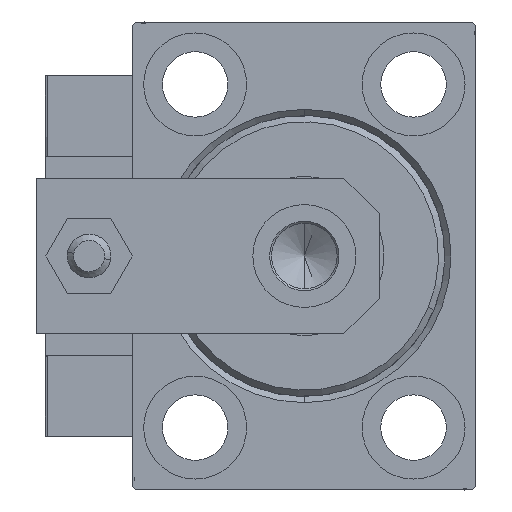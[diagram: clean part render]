
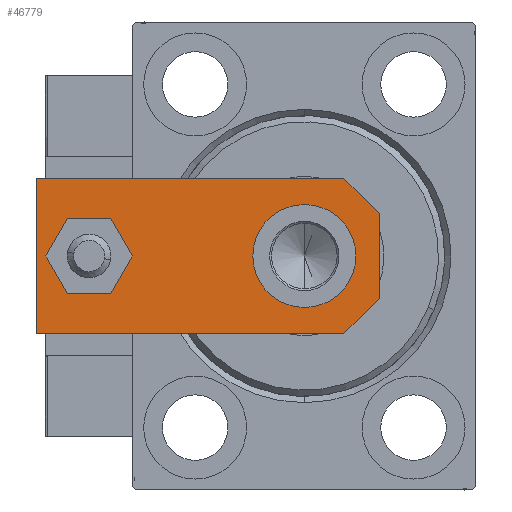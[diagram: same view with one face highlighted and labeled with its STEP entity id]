
A CAD part, left-side view. The second image highlights one B-rep face of the part: STEP entity #46779.
In plain terms, the highlighted face is planar.
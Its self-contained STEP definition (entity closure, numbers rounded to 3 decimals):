
#623 = ORIENTED_EDGE ( 'NONE', *, *, #34576, .F. ) ;
#1849 = CARTESIAN_POINT ( 'NONE',  ( -12.5, 55., 6. ) ) ;
#2004 = CARTESIAN_POINT ( 'NONE',  ( 0., 12., 6. ) ) ;
#2257 = PLANE ( 'NONE',  #31193 ) ;
#3116 = CARTESIAN_POINT ( 'NONE',  ( 12.5, 5.66, 6. ) ) ;
#3866 = VECTOR ( 'NONE', #31586, 1000. ) ;
#3994 = VECTOR ( 'NONE', #41083, 1000. ) ;
#4062 = DIRECTION ( 'NONE',  ( 0., 0., 1. ) ) ;
#4728 = ORIENTED_EDGE ( 'NONE', *, *, #18568, .F. ) ;
#5155 = CIRCLE ( 'NONE', #33484, 8.25 ) ;
#5570 = VECTOR ( 'NONE', #39614, 1000. ) ;
#6558 = CARTESIAN_POINT ( 'NONE',  ( -3.42, -3.42, 6. ) ) ;
#7059 = LINE ( 'NONE', #6558, #42458 ) ;
#7380 = CARTESIAN_POINT ( 'NONE',  ( 0., 46.5, 6. ) ) ;
#7701 = LINE ( 'NONE', #24152, #5570 ) ;
#7877 = EDGE_LOOP ( 'NONE', ( #623, #33126 ) ) ;
#8595 = CARTESIAN_POINT ( 'NONE',  ( 0., 46.5, 6. ) ) ;
#9882 = FACE_BOUND ( 'NONE', #7877, .T. ) ;
#10282 = CARTESIAN_POINT ( 'NONE',  ( -8.25, 12., 6. ) ) ;
#10291 = CARTESIAN_POINT ( 'NONE',  ( 12.5, 0., 6. ) ) ;
#12725 = CARTESIAN_POINT ( 'NONE',  ( 12.5, 55., 6. ) ) ;
#13164 = CARTESIAN_POINT ( 'NONE',  ( 0., 0., 6. ) ) ;
#14638 = CARTESIAN_POINT ( 'NONE',  ( -4., 46.5, 6. ) ) ;
#14882 = VERTEX_POINT ( 'NONE', #14638 ) ;
#15640 = CARTESIAN_POINT ( 'NONE',  ( -12.5, 0., 6. ) ) ;
#16234 = DIRECTION ( 'NONE',  ( 1., 0., 0. ) ) ;
#16411 = CIRCLE ( 'NONE', #41492, 4. ) ;
#17310 = CARTESIAN_POINT ( 'NONE',  ( 6.84, 0., 6. ) ) ;
#17573 = ORIENTED_EDGE ( 'NONE', *, *, #26858, .T. ) ;
#17725 = DIRECTION ( 'NONE',  ( 1., 0., 0. ) ) ;
#17947 = ORIENTED_EDGE ( 'NONE', *, *, #32620, .T. ) ;
#18288 = VERTEX_POINT ( 'NONE', #1849 ) ;
#18568 = EDGE_CURVE ( 'NONE', #50173, #35166, #19053, .T. ) ;
#19053 = CIRCLE ( 'NONE', #47398, 8.25 ) ;
#19777 = CARTESIAN_POINT ( 'NONE',  ( -6.84, 0., 6. ) ) ;
#20042 = VERTEX_POINT ( 'NONE', #48318 ) ;
#20758 = FACE_BOUND ( 'NONE', #42305, .T. ) ;
#21516 = CARTESIAN_POINT ( 'NONE',  ( 8.25, 12., 6. ) ) ;
#21580 = VERTEX_POINT ( 'NONE', #17310 ) ;
#21790 = VERTEX_POINT ( 'NONE', #19777 ) ;
#22604 = VERTEX_POINT ( 'NONE', #40686 ) ;
#23344 = DIRECTION ( 'NONE',  ( 0., 1., 0. ) ) ;
#24152 = CARTESIAN_POINT ( 'NONE',  ( 3.42, -3.42, 6. ) ) ;
#24647 = EDGE_CURVE ( 'NONE', #21790, #21580, #34877, .T. ) ;
#25337 = FACE_OUTER_BOUND ( 'NONE', #32643, .T. ) ;
#25590 = DIRECTION ( 'NONE',  ( 1., 0., 0. ) ) ;
#25636 = CARTESIAN_POINT ( 'NONE',  ( -12.5, 55., 6. ) ) ;
#26858 = EDGE_CURVE ( 'NONE', #21580, #30212, #7701, .T. ) ;
#27709 = ORIENTED_EDGE ( 'NONE', *, *, #24647, .T. ) ;
#28078 = ORIENTED_EDGE ( 'NONE', *, *, #36370, .T. ) ;
#28690 = LINE ( 'NONE', #28945, #42969 ) ;
#28945 = CARTESIAN_POINT ( 'NONE',  ( 12.5, 55., 6. ) ) ;
#28968 = EDGE_CURVE ( 'NONE', #18288, #22604, #40579, .T. ) ;
#29385 = DIRECTION ( 'NONE',  ( 0., 0., 1. ) ) ;
#29387 = DIRECTION ( 'NONE',  ( 0., 0., 1. ) ) ;
#30212 = VERTEX_POINT ( 'NONE', #3116 ) ;
#30522 = VERTEX_POINT ( 'NONE', #12725 ) ;
#31193 = AXIS2_PLACEMENT_3D ( 'NONE', #13164, #29387, #25590 ) ;
#31586 = DIRECTION ( 'NONE',  ( 1., 0., 0. ) ) ;
#32620 = EDGE_CURVE ( 'NONE', #30522, #18288, #28690, .T. ) ;
#32643 = EDGE_LOOP ( 'NONE', ( #46043, #49003, #27709, #17573, #28078, #17947 ) ) ;
#33126 = ORIENTED_EDGE ( 'NONE', *, *, #40163, .F. ) ;
#33484 = AXIS2_PLACEMENT_3D ( 'NONE', #2004, #29385, #17725 ) ;
#34127 = CIRCLE ( 'NONE', #43845, 4. ) ;
#34232 = DIRECTION ( 'NONE',  ( 1., 0., 0. ) ) ;
#34576 = EDGE_CURVE ( 'NONE', #14882, #20042, #34127, .T. ) ;
#34877 = LINE ( 'NONE', #15640, #3866 ) ;
#35166 = VERTEX_POINT ( 'NONE', #10282 ) ;
#35487 = CARTESIAN_POINT ( 'NONE',  ( 0., 12., 6. ) ) ;
#35735 = DIRECTION ( 'NONE',  ( 0., 0., 1. ) ) ;
#36370 = EDGE_CURVE ( 'NONE', #30212, #30522, #45008, .T. ) ;
#39503 = DIRECTION ( 'NONE',  ( 0., 0., 1. ) ) ;
#39614 = DIRECTION ( 'NONE',  ( 0.707, 0.707, 0. ) ) ;
#39750 = DIRECTION ( 'NONE',  ( 1., 0., 0. ) ) ;
#40163 = EDGE_CURVE ( 'NONE', #20042, #14882, #16411, .T. ) ;
#40579 = LINE ( 'NONE', #25636, #3994 ) ;
#40595 = VECTOR ( 'NONE', #23344, 1000. ) ;
#40686 = CARTESIAN_POINT ( 'NONE',  ( -12.5, 5.66, 6. ) ) ;
#41083 = DIRECTION ( 'NONE',  ( 0., -1., 0. ) ) ;
#41383 = ORIENTED_EDGE ( 'NONE', *, *, #42517, .F. ) ;
#41492 = AXIS2_PLACEMENT_3D ( 'NONE', #8595, #39503, #39750 ) ;
#42305 = EDGE_LOOP ( 'NONE', ( #41383, #4728 ) ) ;
#42458 = VECTOR ( 'NONE', #49391, 1000. ) ;
#42517 = EDGE_CURVE ( 'NONE', #35166, #50173, #5155, .T. ) ;
#42969 = VECTOR ( 'NONE', #44651, 1000. ) ;
#43845 = AXIS2_PLACEMENT_3D ( 'NONE', #7380, #4062, #34232 ) ;
#44244 = EDGE_CURVE ( 'NONE', #22604, #21790, #7059, .T. ) ;
#44651 = DIRECTION ( 'NONE',  ( -1., 0., 0. ) ) ;
#45008 = LINE ( 'NONE', #10291, #40595 ) ;
#46043 = ORIENTED_EDGE ( 'NONE', *, *, #28968, .T. ) ;
#46779 = ADVANCED_FACE ( 'NONE', ( #9882, #25337, #20758 ), #2257, .T. ) ;
#47398 = AXIS2_PLACEMENT_3D ( 'NONE', #35487, #35735, #16234 ) ;
#48318 = CARTESIAN_POINT ( 'NONE',  ( 4., 46.5, 6. ) ) ;
#49003 = ORIENTED_EDGE ( 'NONE', *, *, #44244, .T. ) ;
#49391 = DIRECTION ( 'NONE',  ( 0.707, -0.707, 0. ) ) ;
#50173 = VERTEX_POINT ( 'NONE', #21516 ) ;
